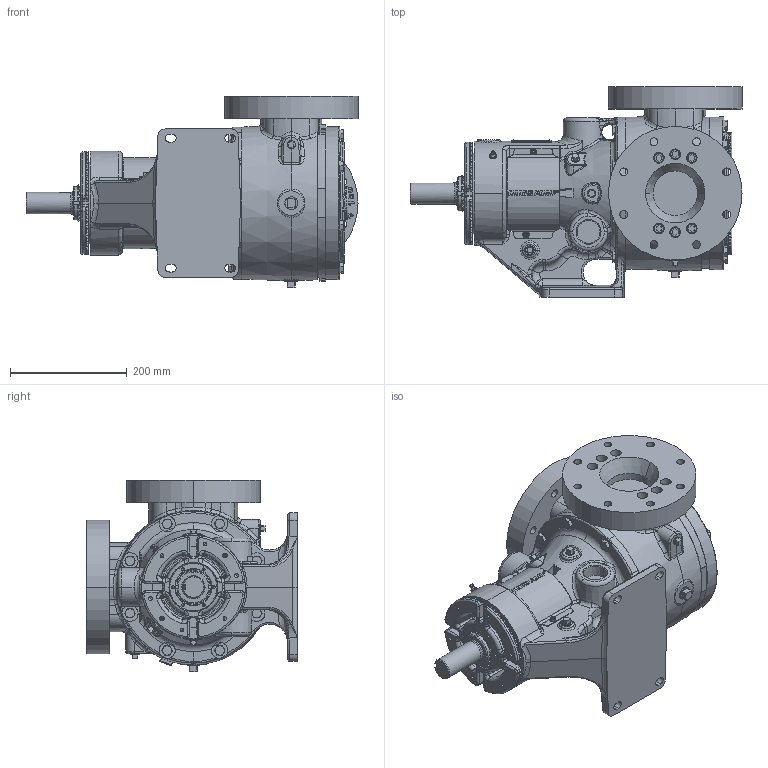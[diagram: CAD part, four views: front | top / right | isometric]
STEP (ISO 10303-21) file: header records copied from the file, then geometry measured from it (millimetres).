
FILE_DESCRIPTION (( 'STEP AP214' ), '1' );
FILE_NAME ('LV-4536.STEP', '2024-04-03T14:45:35', ( '' ), ( '' ), 'SwSTEP 2.0', 'SolidWorks 2022', '' );
FILE_SCHEMA (( 'AUTOMOTIVE_DESIGN' ));
Length unit declared in the file: inch
Products named in the file (1): LV-4536
Bounding box: 568.48 x 360.36 x 327.11 mm (x, y, z)
Volume: 19254038.7 mm3; surface area: 983146.6 mm2
Topology: 1 solids, 13 shells, 4451 faces, 11356 edges, 7123 vertices
Faces by surface type: plane 1520, bspline 1250, cylinder 899, cone 626, torus 102, sphere 54
Entity records: 250190 total; most frequent: CARTESIAN_POINT 95803, ORIENTED_EDGE 22554, DIRECTION 16286, EDGE_CURVE 11277, VERTEX_POINT 7120, AXIS2_PLACEMENT_3D 6185, EDGE_LOOP 4797, DIMENSIONAL_EXPONENTS 4454
